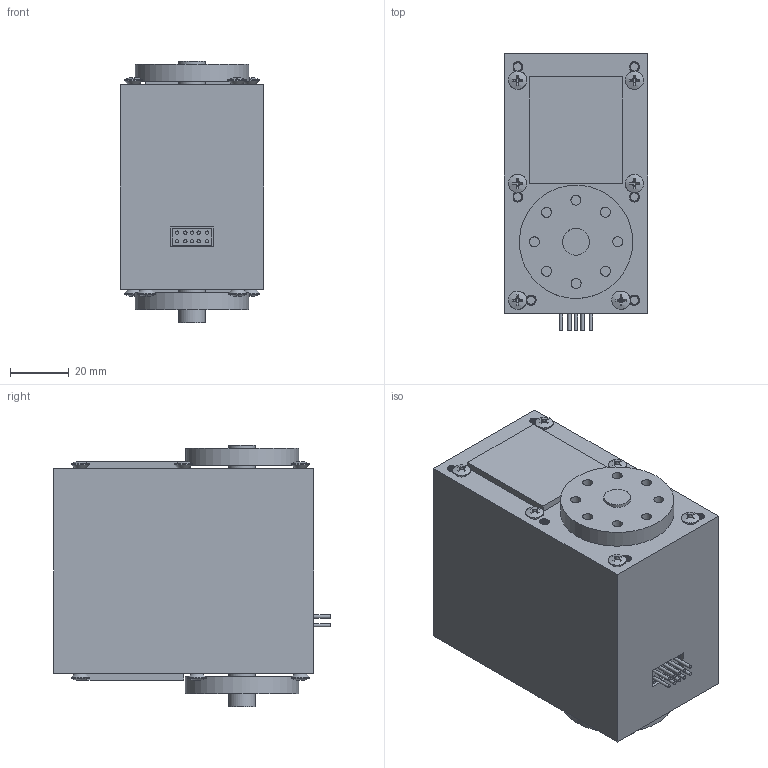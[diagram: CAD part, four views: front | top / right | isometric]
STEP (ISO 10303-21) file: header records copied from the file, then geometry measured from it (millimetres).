
FILE_DESCRIPTION(('FreeCAD Model'),'2;1');
FILE_NAME('Open CASCADE Shape Model','2025-04-30T04:59:20',('FreeCAD'),( 'FreeCAD'),'Open CASCADE STEP processor 7.6','FreeCAD','Unknown');
FILE_SCHEMA(('AUTOMOTIVE_DESIGN { 1 0 10303 214 1 1 1 1 }'));
Products named in the file (1): Open CASCADE STEP translator 7.6 1
Bounding box: 48.75 x 94.09 x 89.1 mm (x, y, z)
Volume: 318828.7 mm3; surface area: 39374.8 mm2
Topology: 13 solids, 13 shells, 703 faces, 1827 edges, 1194 vertices
Faces by surface type: bspline 703
Entity records: 42053 total; most frequent: CARTESIAN_POINT 31511, ORIENTED_EDGE 3654, EDGE_CURVE 1827, B_SPLINE_CURVE_WITH_KNOTS 1309, VERTEX_POINT 1194, FACE_BOUND 779, EDGE_LOOP 779, ADVANCED_FACE 703
